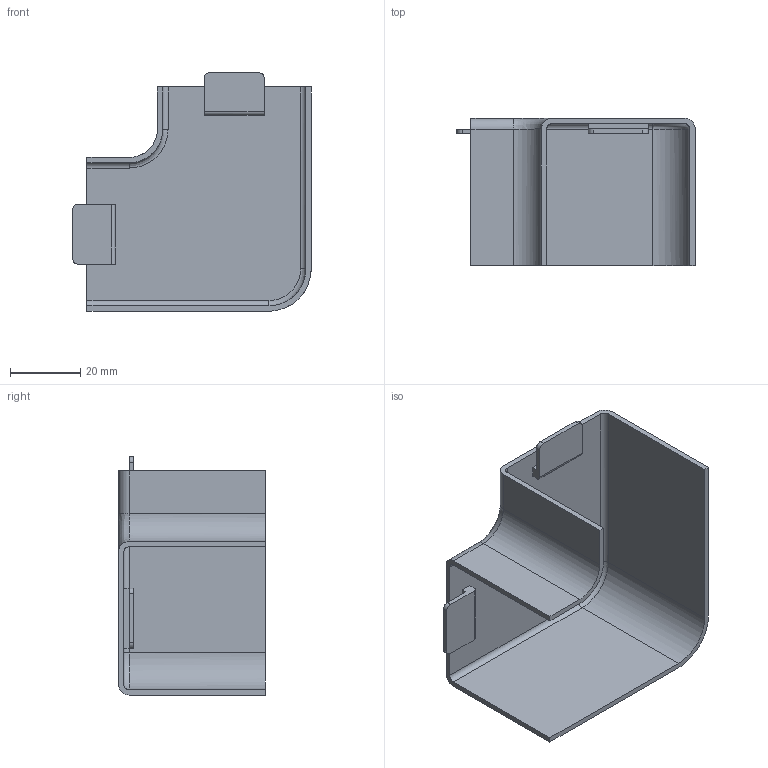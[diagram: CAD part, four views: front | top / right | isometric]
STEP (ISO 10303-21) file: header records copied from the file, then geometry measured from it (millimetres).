
FILE_DESCRIPTION(/* description */ (''),/* implementation_level */ '2;1');
FILE_NAME(/* name */ '6183212',/* time_stamp */ '2015-10-05T14:17:17+02:00',/* author */ (''),/* organization */ (''),/* preprocessor_version */ 'ST-DEVELOPER v15',/* originating_system */ '',/* authorisation */ '');
FILE_SCHEMA (('CONFIG_CONTROL_DESIGN'));
Length unit declared in the file: millimetre
Products named in the file (1): Document
Bounding box: 67.6 x 41.7 x 67.6 mm (x, y, z)
Volume: 15450.1 mm3; surface area: 21166.2 mm2
Topology: 1 solids, 1 shells, 50 faces, 130 edges, 84 vertices
Faces by surface type: plane 26, bspline 24
Entity records: 1911 total; most frequent: CARTESIAN_POINT 1044, ORIENTED_EDGE 260, EDGE_CURVE 130, VERTEX_POINT 84, B_SPLINE_CURVE_WITH_KNOTS 67, EDGE_LOOP 52, ADVANCED_FACE 50, FACE_OUTER_BOUND 50
